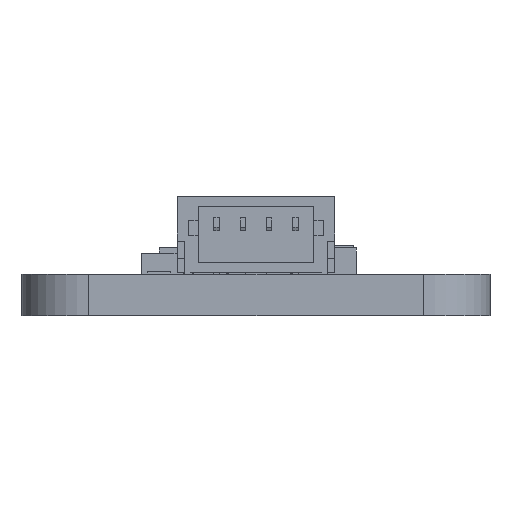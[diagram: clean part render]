
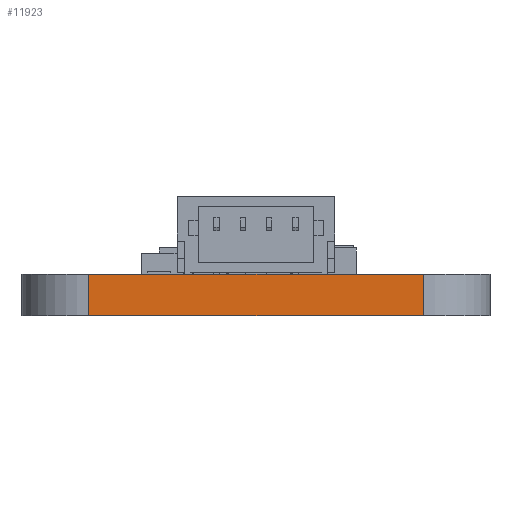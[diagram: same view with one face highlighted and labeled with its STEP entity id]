
A CAD part, left-side view. The second image highlights one B-rep face of the part: STEP entity #11923.
In plain terms, the highlighted planar face has unit normal (-1, 0, 0).
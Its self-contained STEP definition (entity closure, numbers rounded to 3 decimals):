
#205=PLANE('',#12776);
#776=FACE_OUTER_BOUND('',#1429,.T.);
#1429=EDGE_LOOP('',(#8168,#8169,#8170,#8171));
#2165=LINE('',#17026,#3626);
#2166=LINE('',#17029,#3627);
#2167=LINE('',#17031,#3628);
#2168=LINE('',#17032,#3629);
#3626=VECTOR('',#13807,10.);
#3627=VECTOR('',#13810,10.);
#3628=VECTOR('',#13811,10.);
#3629=VECTOR('',#13812,10.);
#5326=VERTEX_POINT('',#17022);
#5327=VERTEX_POINT('',#17024);
#5328=VERTEX_POINT('',#17028);
#5329=VERTEX_POINT('',#17030);
#6456=EDGE_CURVE('',#5326,#5327,#2165,.T.);
#6457=EDGE_CURVE('',#5328,#5326,#2166,.T.);
#6458=EDGE_CURVE('',#5329,#5327,#2167,.T.);
#6459=EDGE_CURVE('',#5328,#5329,#2168,.T.);
#8168=ORIENTED_EDGE('',*,*,#6457,.T.);
#8169=ORIENTED_EDGE('',*,*,#6456,.T.);
#8170=ORIENTED_EDGE('',*,*,#6458,.F.);
#8171=ORIENTED_EDGE('',*,*,#6459,.F.);
#11923=ADVANCED_FACE('',(#776),#205,.T.);
#12776=AXIS2_PLACEMENT_3D('',#17027,#13808,#13809);
#13807=DIRECTION('',(0.,0.,1.));
#13808=DIRECTION('center_axis',(-1.,0.,0.));
#13809=DIRECTION('ref_axis',(0.,-1.,0.));
#13810=DIRECTION('',(0.,-1.,0.));
#13811=DIRECTION('',(0.,-1.,0.));
#13812=DIRECTION('',(0.,0.,1.));
#17022=CARTESIAN_POINT('',(0.,2.54,0.));
#17024=CARTESIAN_POINT('',(0.,2.54,1.57));
#17026=CARTESIAN_POINT('',(0.,2.54,0.));
#17027=CARTESIAN_POINT('Origin',(0.,15.24,0.));
#17028=CARTESIAN_POINT('',(0.,15.24,0.));
#17029=CARTESIAN_POINT('',(0.,15.24,0.));
#17030=CARTESIAN_POINT('',(0.,15.24,1.57));
#17031=CARTESIAN_POINT('',(0.,15.24,1.57));
#17032=CARTESIAN_POINT('',(0.,15.24,0.));
